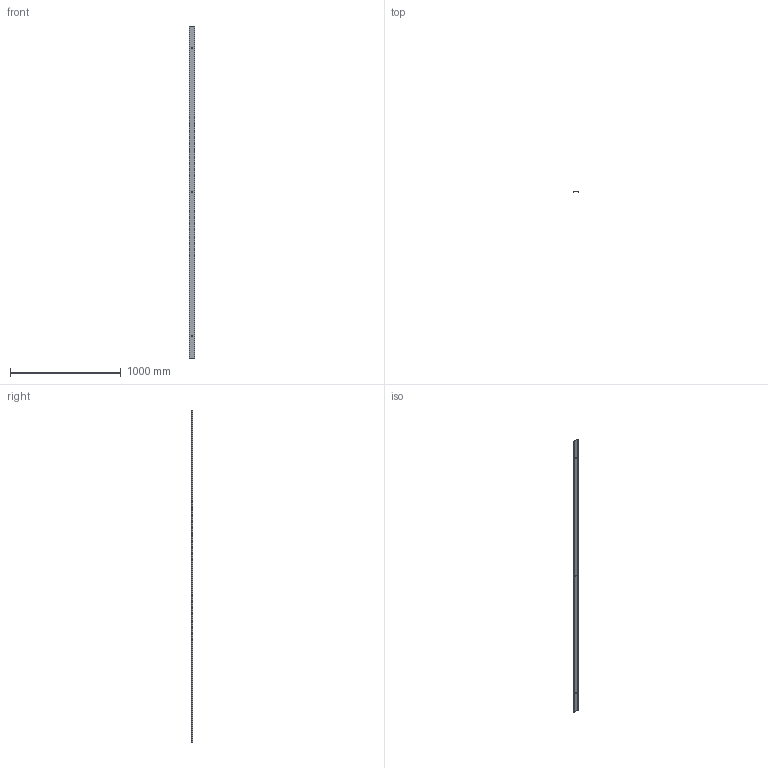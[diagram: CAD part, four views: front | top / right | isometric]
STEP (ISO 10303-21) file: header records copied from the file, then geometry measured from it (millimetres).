
FILE_DESCRIPTION(/* description */ (''),/* implementation_level */ '2;1');
FILE_NAME(/* name */ '960',/* time_stamp */ '2015-07-07T11:20:32+02:00',/* author */ (''),/* organization */ (''),/* preprocessor_version */ 'ST-DEVELOPER v15',/* originating_system */ '',/* authorisation */ '');
FILE_SCHEMA (('CONFIG_CONTROL_DESIGN'));
Length unit declared in the file: millimetre
Products named in the file (1): Document
Bounding box: 53 x 10 x 3000 mm (x, y, z)
Volume: 208780.6 mm3; surface area: 423816.9 mm2
Topology: 1 solids, 1 shells, 28 faces, 62 edges, 36 vertices
Faces by surface type: plane 18, bspline 10
Entity records: 910 total; most frequent: CARTESIAN_POINT 404, ORIENTED_EDGE 124, EDGE_CURVE 62, B_SPLINE_CURVE_WITH_KNOTS 42, VERTEX_POINT 36, EDGE_LOOP 34, ADVANCED_FACE 28, FACE_OUTER_BOUND 28
